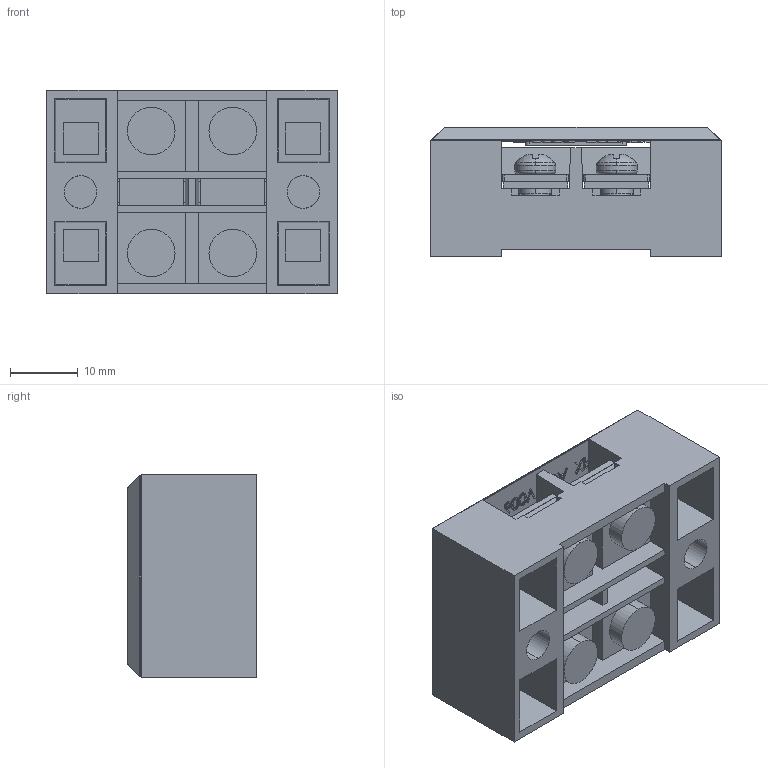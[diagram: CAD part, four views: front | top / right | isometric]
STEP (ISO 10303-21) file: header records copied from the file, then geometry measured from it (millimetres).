
FILE_DESCRIPTION (( 'STEP AP214' ), '1' );
FILE_NAME ('WEIDU TB25XX, 2.STEP', '2019-08-17T01:41:51', ( '' ), ( '' ), 'SwSTEP 2.0', 'SolidWorks 2018', '' );
FILE_SCHEMA (( 'AUTOMOTIVE_DESIGN' ));
Length unit declared in the file: millimetre
Products named in the file (6): PBHS, M4X8, WEIDU TB25XX_default; COVER, WEIDU TB25XX_2; TERMINAL PLATE, WEIDU TB25XX; CONDUCTING STRIP, WEIDU TB25XX; BLOCK, WEIDU TB25XX_2; WEIDU TB25XX, 2
Assembly tree (12 placements, depth 2):
  WEIDU TB25XX, 2
    BLOCK, WEIDU TB25XX_2
    CONDUCTING STRIP, WEIDU TB25XX  x2
    TERMINAL PLATE, WEIDU TB25XX  x4
    COVER, WEIDU TB25XX_2
    PBHS, M4X8, WEIDU TB25XX_default  x4
Bounding box: 42.8 x 19 x 30 mm (x, y, z)
Volume: 12561.9 mm3; surface area: 16124.7 mm2
Topology: 12 solids, 12 shells, 798 faces, 2042 edges, 1296 vertices
Faces by surface type: plane 439, bspline 121, cylinder 120, cone 44, torus 40, sphere 34
Entity records: 25400 total; most frequent: CARTESIAN_POINT 10395, ORIENTED_EDGE 3202, DIRECTION 2716, EDGE_CURVE 1601, VECTOR 1044, LINE 1044, VERTEX_POINT 1023, AXIS2_PLACEMENT_3D 836
